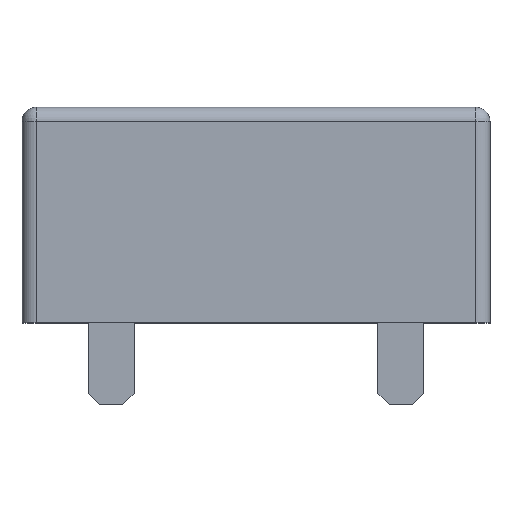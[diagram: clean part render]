
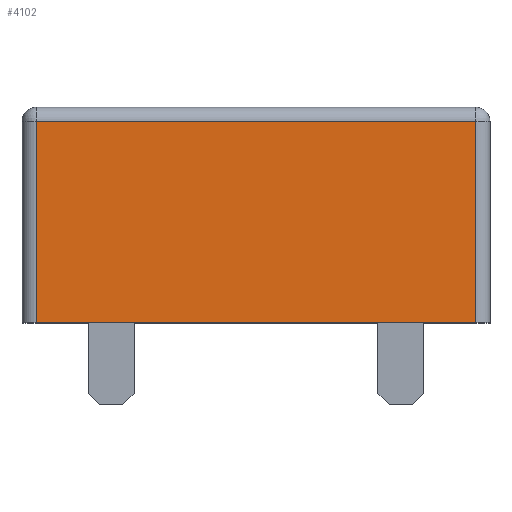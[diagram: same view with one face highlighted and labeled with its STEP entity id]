
A CAD part, top view. The second image highlights one B-rep face of the part: STEP entity #4102.
In plain terms, the highlighted planar face has unit normal (0, 0, 1).
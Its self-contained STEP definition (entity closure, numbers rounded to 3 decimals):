
#109 = VERTEX_POINT ( 'NONE', #5800 ) ;
#121 = VECTOR ( 'NONE', #751, 1000. ) ;
#138 = VERTEX_POINT ( 'NONE', #4146 ) ;
#153 = ORIENTED_EDGE ( 'NONE', *, *, #5326, .T. ) ;
#499 = VERTEX_POINT ( 'NONE', #1621 ) ;
#514 = VERTEX_POINT ( 'NONE', #4525 ) ;
#751 = DIRECTION ( 'NONE',  ( -1., 0., 0. ) ) ;
#778 = CARTESIAN_POINT ( 'NONE',  ( -8., 3.195, 3.365 ) ) ;
#833 = DIRECTION ( 'NONE',  ( 0., 0., 1. ) ) ;
#1158 = ORIENTED_EDGE ( 'NONE', *, *, #4555, .T. ) ;
#1230 = LINE ( 'NONE', #778, #121 ) ;
#1376 = CARTESIAN_POINT ( 'NONE',  ( 0., 0., 3.365 ) ) ;
#1599 = ORIENTED_EDGE ( 'NONE', *, *, #5074, .T. ) ;
#1621 = CARTESIAN_POINT ( 'NONE',  ( -7.51, 3.195, 3.365 ) ) ;
#2108 = VECTOR ( 'NONE', #6330, 1000. ) ;
#2307 = DIRECTION ( 'NONE',  ( 1., 0., 0. ) ) ;
#2355 = EDGE_CURVE ( 'NONE', #109, #138, #6755, .T. ) ;
#2431 = EDGE_LOOP ( 'NONE', ( #153, #4359, #1158, #1599 ) ) ;
#2608 = CARTESIAN_POINT ( 'NONE',  ( -7.51, -3.685, 3.365 ) ) ;
#3135 = PLANE ( 'NONE',  #7491 ) ;
#4102 = ADVANCED_FACE ( 'NONE', ( #4443 ), #3135, .T. ) ;
#4146 = CARTESIAN_POINT ( 'NONE',  ( 7.51, 3.195, 3.365 ) ) ;
#4359 = ORIENTED_EDGE ( 'NONE', *, *, #2355, .T. ) ;
#4443 = FACE_OUTER_BOUND ( 'NONE', #2431, .T. ) ;
#4525 = CARTESIAN_POINT ( 'NONE',  ( -7.51, -3.685, 3.365 ) ) ;
#4555 = EDGE_CURVE ( 'NONE', #138, #499, #1230, .T. ) ;
#4697 = LINE ( 'NONE', #2608, #5604 ) ;
#5074 = EDGE_CURVE ( 'NONE', #499, #514, #4697, .T. ) ;
#5326 = EDGE_CURVE ( 'NONE', #514, #109, #7405, .T. ) ;
#5604 = VECTOR ( 'NONE', #6644, 1000. ) ;
#5781 = CARTESIAN_POINT ( 'NONE',  ( 7.51, 3.685, 3.365 ) ) ;
#5800 = CARTESIAN_POINT ( 'NONE',  ( 7.51, -3.685, 3.365 ) ) ;
#6330 = DIRECTION ( 'NONE',  ( 0., 1., 0. ) ) ;
#6644 = DIRECTION ( 'NONE',  ( 0., -1., 0. ) ) ;
#6755 = LINE ( 'NONE', #5781, #2108 ) ;
#7048 = VECTOR ( 'NONE', #2307, 1000. ) ;
#7260 = DIRECTION ( 'NONE',  ( 1., 0., 0. ) ) ;
#7405 = LINE ( 'NONE', #7411, #7048 ) ;
#7411 = CARTESIAN_POINT ( 'NONE',  ( -8., -3.685, 3.365 ) ) ;
#7491 = AXIS2_PLACEMENT_3D ( 'NONE', #1376, #833, #7260 ) ;
